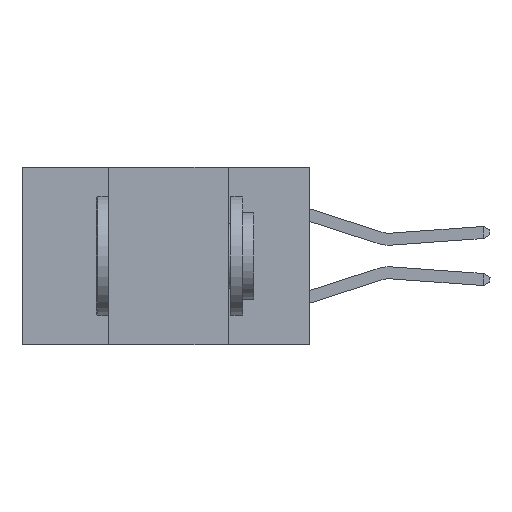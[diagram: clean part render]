
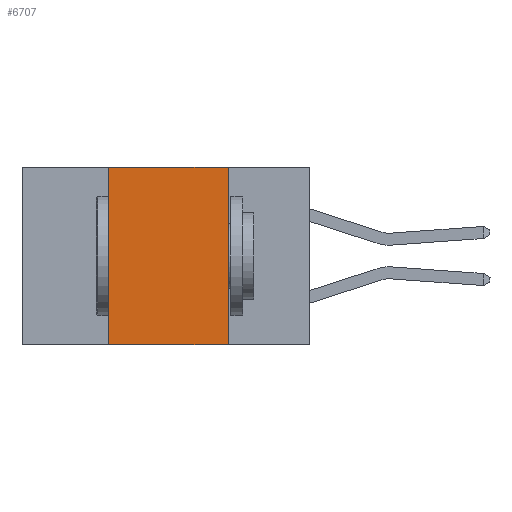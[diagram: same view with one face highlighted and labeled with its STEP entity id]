
A CAD part, left-side view. The second image highlights one B-rep face of the part: STEP entity #6707.
In plain terms, the highlighted planar face has unit normal (-1, 0, 0).
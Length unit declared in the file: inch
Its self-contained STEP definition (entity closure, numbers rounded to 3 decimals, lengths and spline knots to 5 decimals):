
#235 = CARTESIAN_POINT ( 'NONE',  ( 0., 0.42, 0. ) ) ;
#512 = AXIS2_PLACEMENT_3D ( 'NONE', #16669, #8230, #18066 ) ;
#1065 = CARTESIAN_POINT ( 'NONE',  ( 0., 0.17, -0.37 ) ) ;
#1211 = LINE ( 'NONE', #1065, #8171 ) ;
#1299 = EDGE_CURVE ( 'NONE', #9190, #8864, #1211, .T. ) ;
#2331 = LINE ( 'NONE', #5596, #12609 ) ;
#3431 = CARTESIAN_POINT ( 'NONE',  ( 0., 0.17, 0. ) ) ;
#3509 = CARTESIAN_POINT ( 'NONE',  ( 0., 0.6, -0.37 ) ) ;
#4779 = ORIENTED_EDGE ( 'NONE', *, *, #16661, .F. ) ;
#5209 = ORIENTED_EDGE ( 'NONE', *, *, #15739, .T. ) ;
#5596 = CARTESIAN_POINT ( 'NONE',  ( 0., 0.6, 0. ) ) ;
#6348 = LINE ( 'NONE', #3509, #13372 ) ;
#6512 = LINE ( 'NONE', #14965, #9769 ) ;
#6707 = ADVANCED_FACE ( 'NONE', ( #15854 ), #6833, .F. ) ;
#6833 = PLANE ( 'NONE',  #512 ) ;
#6988 = DIRECTION ( 'NONE',  ( 0., 0., -1. ) ) ;
#7586 = ORIENTED_EDGE ( 'NONE', *, *, #1299, .F. ) ;
#8171 = VECTOR ( 'NONE', #6988, 39.37008 ) ;
#8230 = DIRECTION ( 'NONE',  ( 1., 0., 0. ) ) ;
#8531 = CARTESIAN_POINT ( 'NONE',  ( 0., 0.42, -0.37 ) ) ;
#8864 = VERTEX_POINT ( 'NONE', #12610 ) ;
#9110 = DIRECTION ( 'NONE',  ( 0., -1., 0. ) ) ;
#9190 = VERTEX_POINT ( 'NONE', #3431 ) ;
#9769 = VECTOR ( 'NONE', #10705, 39.37008 ) ;
#10705 = DIRECTION ( 'NONE',  ( 0., 0., 1. ) ) ;
#12527 = VERTEX_POINT ( 'NONE', #235 ) ;
#12609 = VECTOR ( 'NONE', #16830, 39.37008 ) ;
#12610 = CARTESIAN_POINT ( 'NONE',  ( 0., 0.17, -0.37 ) ) ;
#13372 = VECTOR ( 'NONE', #9110, 39.37008 ) ;
#13501 = EDGE_LOOP ( 'NONE', ( #7586, #15534, #4779, #5209 ) ) ;
#14965 = CARTESIAN_POINT ( 'NONE',  ( 0., 0.42, -0.37 ) ) ;
#15478 = VERTEX_POINT ( 'NONE', #8531 ) ;
#15534 = ORIENTED_EDGE ( 'NONE', *, *, #17622, .F. ) ;
#15739 = EDGE_CURVE ( 'NONE', #15478, #8864, #6348, .T. ) ;
#15854 = FACE_OUTER_BOUND ( 'NONE', #13501, .T. ) ;
#16661 = EDGE_CURVE ( 'NONE', #15478, #12527, #6512, .T. ) ;
#16669 = CARTESIAN_POINT ( 'NONE',  ( 0., 0.6, 0. ) ) ;
#16830 = DIRECTION ( 'NONE',  ( 0., -1., 0. ) ) ;
#17622 = EDGE_CURVE ( 'NONE', #12527, #9190, #2331, .T. ) ;
#18066 = DIRECTION ( 'NONE',  ( 0., 0., -1. ) ) ;
